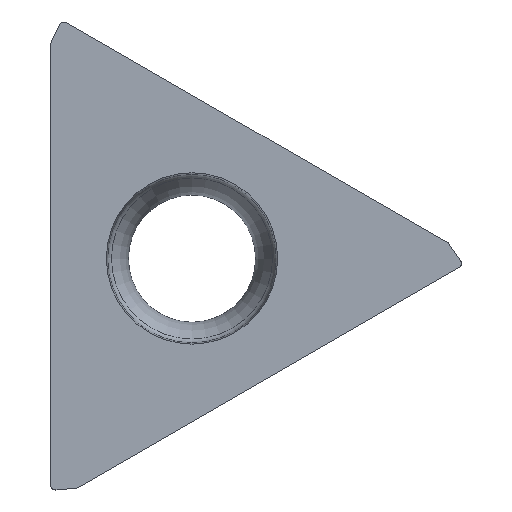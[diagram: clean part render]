
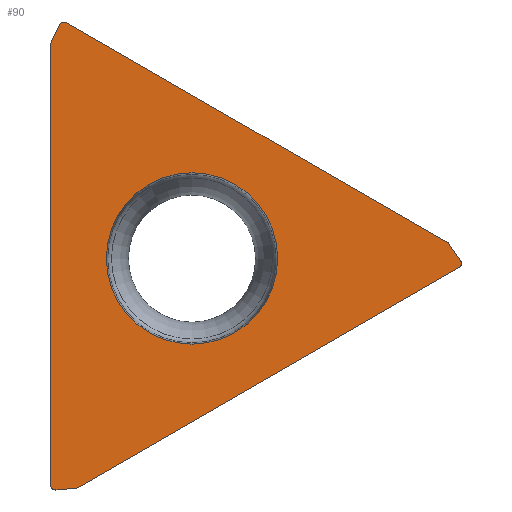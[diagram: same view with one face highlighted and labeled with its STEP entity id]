
A CAD part, top view. The second image highlights one B-rep face of the part: STEP entity #90.
In plain terms, the highlighted planar face has unit normal (0, 0, 1).
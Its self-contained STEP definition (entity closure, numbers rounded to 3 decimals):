
#45=ELLIPSE('',#376,0.105,0.1);
#47=ELLIPSE('',#379,0.104,0.1);
#49=ELLIPSE('',#382,0.105,0.1);
#51=ELLIPSE('',#385,0.104,0.1);
#53=ELLIPSE('',#388,0.105,0.1);
#55=ELLIPSE('',#391,0.104,0.1);
#65=FACE_BOUND('',#132,.T.);
#66=FACE_BOUND('',#133,.T.);
#70=CIRCLE('',#370,1.684);
#90=ADVANCED_FACE('',(#65,#66),#98,.T.);
#98=PLANE('',#399);
#132=EDGE_LOOP('',(#192));
#133=EDGE_LOOP('',(#193,#194,#195,#196,#197,#198,#199,#200,#201,#202,#203,
#204));
#192=ORIENTED_EDGE('',*,*,#260,.F.);
#193=ORIENTED_EDGE('',*,*,#278,.F.);
#194=ORIENTED_EDGE('',*,*,#250,.T.);
#195=ORIENTED_EDGE('',*,*,#276,.F.);
#196=ORIENTED_EDGE('',*,*,#271,.F.);
#197=ORIENTED_EDGE('',*,*,#274,.F.);
#198=ORIENTED_EDGE('',*,*,#253,.F.);
#199=ORIENTED_EDGE('',*,*,#284,.F.);
#200=ORIENTED_EDGE('',*,*,#263,.F.);
#201=ORIENTED_EDGE('',*,*,#282,.F.);
#202=ORIENTED_EDGE('',*,*,#258,.T.);
#203=ORIENTED_EDGE('',*,*,#280,.F.);
#204=ORIENTED_EDGE('',*,*,#267,.F.);
#218=VERTEX_POINT('',#574);
#221=VERTEX_POINT('',#579);
#224=VERTEX_POINT('',#586);
#225=VERTEX_POINT('',#588);
#226=VERTEX_POINT('',#592);
#229=VERTEX_POINT('',#597);
#231=VERTEX_POINT('',#603);
#234=VERTEX_POINT('',#609);
#235=VERTEX_POINT('',#611);
#238=VERTEX_POINT('',#618);
#239=VERTEX_POINT('',#620);
#242=VERTEX_POINT('',#627);
#243=VERTEX_POINT('',#629);
#250=EDGE_CURVE('',#218,#221,#291,.T.);
#253=EDGE_CURVE('',#224,#225,#294,.T.);
#258=EDGE_CURVE('',#226,#229,#299,.T.);
#260=EDGE_CURVE('',#231,#231,#70,.T.);
#263=EDGE_CURVE('',#234,#235,#302,.T.);
#267=EDGE_CURVE('',#238,#239,#306,.T.);
#271=EDGE_CURVE('',#242,#243,#310,.T.);
#274=EDGE_CURVE('',#225,#242,#45,.T.);
#276=EDGE_CURVE('',#243,#221,#47,.T.);
#278=EDGE_CURVE('',#218,#238,#49,.T.);
#280=EDGE_CURVE('',#239,#229,#51,.T.);
#282=EDGE_CURVE('',#226,#234,#53,.T.);
#284=EDGE_CURVE('',#235,#224,#55,.T.);
#291=LINE('',#580,#315);
#294=LINE('',#587,#318);
#299=LINE('',#598,#323);
#302=LINE('',#610,#326);
#306=LINE('',#619,#330);
#310=LINE('',#628,#334);
#315=VECTOR('',#410,1.);
#318=VECTOR('',#415,1.);
#323=VECTOR('',#422,1.);
#326=VECTOR('',#433,1.);
#330=VECTOR('',#439,1.);
#334=VECTOR('',#445,1.);
#370=AXIS2_PLACEMENT_3D('',#602,#427,#428);
#376=AXIS2_PLACEMENT_3D('',#633,#451,#452);
#379=AXIS2_PLACEMENT_3D('',#636,#457,#458);
#382=AXIS2_PLACEMENT_3D('',#639,#463,#464);
#385=AXIS2_PLACEMENT_3D('',#642,#469,#470);
#388=AXIS2_PLACEMENT_3D('',#645,#475,#476);
#391=AXIS2_PLACEMENT_3D('',#648,#481,#482);
#399=AXIS2_PLACEMENT_3D('',#659,#497,#498);
#410=DIRECTION('',(0.,-1.,0.));
#415=DIRECTION('',(-0.866,-0.5,0.));
#422=DIRECTION('',(-0.866,0.5,0.));
#427=DIRECTION('',(0.,0.,1.));
#428=DIRECTION('',(1.,0.,0.));
#433=DIRECTION('',(0.574,-0.819,0.));
#439=DIRECTION('',(0.423,0.906,0.));
#445=DIRECTION('',(-0.996,-0.087,0.));
#451=DIRECTION('',(0.,0.,-1.));
#452=DIRECTION('',(0.595,0.803,0.));
#457=DIRECTION('',(0.,0.,-1.));
#458=DIRECTION('',(-0.452,-0.892,0.));
#463=DIRECTION('',(0.,0.,-1.));
#464=DIRECTION('',(0.398,-0.917,0.));
#469=DIRECTION('',(0.,0.,-1.));
#470=DIRECTION('',(-0.547,0.837,0.));
#475=DIRECTION('',(0.,0.,-1.));
#476=DIRECTION('',(-0.993,0.114,0.));
#481=DIRECTION('',(0.,0.,-1.));
#482=DIRECTION('',(0.998,0.055,0.));
#497=DIRECTION('',(0.,0.,1.));
#498=DIRECTION('',(1.,0.,0.));
#574=CARTESIAN_POINT('',(-2.78,4.19,0.));
#579=CARTESIAN_POINT('',(-2.78,-4.451,0.));
#580=CARTESIAN_POINT('',(-2.78,-7.722,0.));
#586=CARTESIAN_POINT('',(5.245,-0.182,0.));
#587=CARTESIAN_POINT('',(3.354,-1.274,0.));
#588=CARTESIAN_POINT('',(-2.239,-4.503,0.));
#592=CARTESIAN_POINT('',(5.019,0.312,0.));
#597=CARTESIAN_POINT('',(-2.465,4.633,0.));
#598=CARTESIAN_POINT('',(-5.297,6.269,0.));
#602=CARTESIAN_POINT('',(0.,0.,0.));
#603=CARTESIAN_POINT('',(1.684,0.,0.));
#609=CARTESIAN_POINT('',(5.052,0.282,0.));
#610=CARTESIAN_POINT('',(5.116,0.191,0.));
#611=CARTESIAN_POINT('',(5.278,-0.04,0.));
#618=CARTESIAN_POINT('',(-2.77,4.234,0.));
#619=CARTESIAN_POINT('',(-2.724,4.334,0.));
#620=CARTESIAN_POINT('',(-2.604,4.591,0.));
#627=CARTESIAN_POINT('',(-2.282,-4.516,0.));
#628=CARTESIAN_POINT('',(-2.379,-4.525,0.));
#629=CARTESIAN_POINT('',(-2.674,-4.551,0.));
#633=CARTESIAN_POINT('',(-2.286,-4.414,0.));
#636=CARTESIAN_POINT('',(-2.679,-4.448,0.));
#639=CARTESIAN_POINT('',(-2.679,4.187,0.));
#642=CARTESIAN_POINT('',(-2.513,4.544,0.));
#645=CARTESIAN_POINT('',(4.966,0.227,0.));
#648=CARTESIAN_POINT('',(5.192,-0.096,0.));
#659=CARTESIAN_POINT('',(0.,0.,0.));
